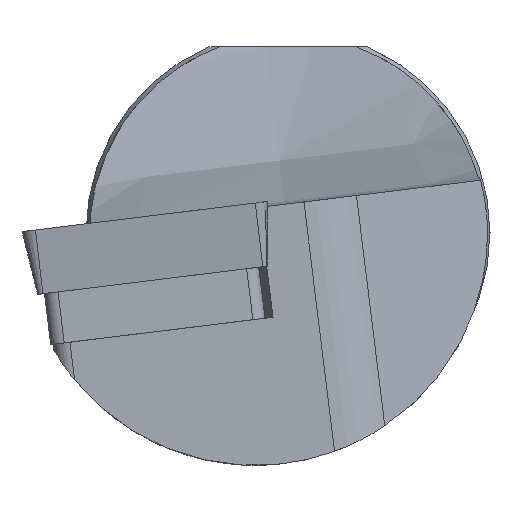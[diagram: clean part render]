
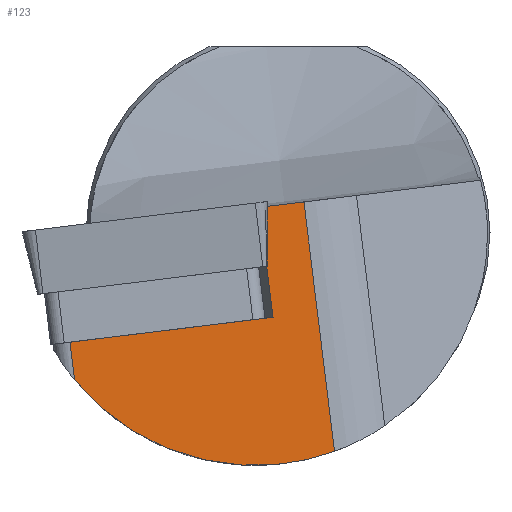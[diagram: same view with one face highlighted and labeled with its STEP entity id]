
A CAD part, left-side view. The second image highlights one B-rep face of the part: STEP entity #123.
In plain terms, the highlighted planar face has unit normal (-0.999, -0.052, 0.006).
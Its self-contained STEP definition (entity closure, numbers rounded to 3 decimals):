
#72=ELLIPSE('',#766,14.419,14.4);
#123=ADVANCED_FACE('',(#187),#164,.F.);
#164=PLANE('',#767);
#187=FACE_OUTER_BOUND('',#227,.T.);
#227=EDGE_LOOP('',(#290,#291,#292,#293,#294,#295,#296,#297));
#290=ORIENTED_EDGE('',*,*,#563,.T.);
#291=ORIENTED_EDGE('',*,*,#564,.F.);
#292=ORIENTED_EDGE('',*,*,#565,.T.);
#293=ORIENTED_EDGE('',*,*,#566,.T.);
#294=ORIENTED_EDGE('',*,*,#556,.F.);
#295=ORIENTED_EDGE('',*,*,#567,.T.);
#296=ORIENTED_EDGE('',*,*,#550,.T.);
#297=ORIENTED_EDGE('',*,*,#568,.T.);
#482=VERTEX_POINT('',#1046);
#483=VERTEX_POINT('',#1048);
#486=VERTEX_POINT('',#1058);
#487=VERTEX_POINT('',#1060);
#493=VERTEX_POINT('',#1079);
#494=VERTEX_POINT('',#1080);
#495=VERTEX_POINT('',#1082);
#496=VERTEX_POINT('',#1084);
#550=EDGE_CURVE('',#483,#482,#654,.T.);
#556=EDGE_CURVE('',#486,#487,#659,.T.);
#563=EDGE_CURVE('',#493,#494,#664,.T.);
#564=EDGE_CURVE('',#495,#494,#665,.T.);
#565=EDGE_CURVE('',#495,#496,#72,.T.);
#566=EDGE_CURVE('',#496,#487,#666,.T.);
#567=EDGE_CURVE('',#486,#483,#667,.T.);
#568=EDGE_CURVE('',#482,#493,#668,.T.);
#654=LINE('',#1047,#711);
#659=LINE('',#1059,#716);
#664=LINE('',#1078,#721);
#665=LINE('',#1081,#722);
#666=LINE('',#1085,#723);
#667=LINE('',#1086,#724);
#668=LINE('',#1087,#725);
#711=VECTOR('',#842,1.);
#716=VECTOR('',#853,1.);
#721=VECTOR('',#862,1.);
#722=VECTOR('',#863,1.);
#723=VECTOR('',#866,1.);
#724=VECTOR('',#867,1.);
#725=VECTOR('',#868,1.);
#766=AXIS2_PLACEMENT_3D('',#1083,#864,#865);
#767=AXIS2_PLACEMENT_3D('',#1088,#869,#870);
#842=DIRECTION('',(0.,-0.122,-0.993));
#853=DIRECTION('',(0.052,-0.991,0.122));
#862=DIRECTION('',(-0.052,0.991,-0.122));
#863=DIRECTION('',(0.,0.122,0.993));
#864=DIRECTION('',(-0.999,-0.052,0.006));
#865=DIRECTION('',(0.052,-0.991,0.122));
#866=DIRECTION('',(0.,0.122,0.993));
#867=DIRECTION('',(-0.007,0.018,-1.));
#868=DIRECTION('',(-0.052,0.991,-0.122));
#869=DIRECTION('',(0.999,0.052,-0.006));
#870=DIRECTION('',(0.052,-0.999,0.));
#1046=CARTESIAN_POINT('',(2.161,0.926,-5.23));
#1047=CARTESIAN_POINT('',(2.161,1.901,2.71));
#1048=CARTESIAN_POINT('',(2.161,1.537,-0.255));
#1058=CARTESIAN_POINT('',(2.175,1.503,1.601));
#1059=CARTESIAN_POINT('',(1.502,14.331,0.025));
#1060=CARTESIAN_POINT('',(2.305,-0.984,1.906));
#1078=CARTESIAN_POINT('',(1.502,13.496,-6.774));
#1079=CARTESIAN_POINT('',(2.123,1.661,-5.32));
#1080=CARTESIAN_POINT('',(1.502,13.496,-6.774));
#1081=CARTESIAN_POINT('',(1.502,11.93,-19.528));
#1082=CARTESIAN_POINT('',(1.502,13.211,-9.099));
#1083=CARTESIAN_POINT('',(2.136,2.05,0.));
#1084=CARTESIAN_POINT('',(2.305,-2.879,-13.53));
#1085=CARTESIAN_POINT('',(2.305,-3.385,-17.647));
#1086=CARTESIAN_POINT('',(2.148,1.571,-2.072));
#1087=CARTESIAN_POINT('',(1.502,13.496,-6.774));
#1088=CARTESIAN_POINT('',(1.502,11.93,-19.528));
